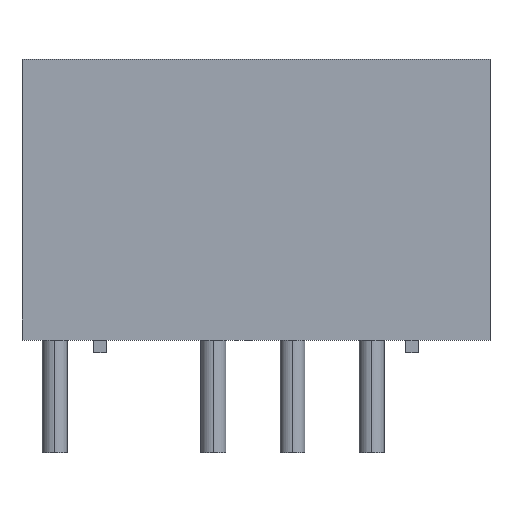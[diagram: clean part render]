
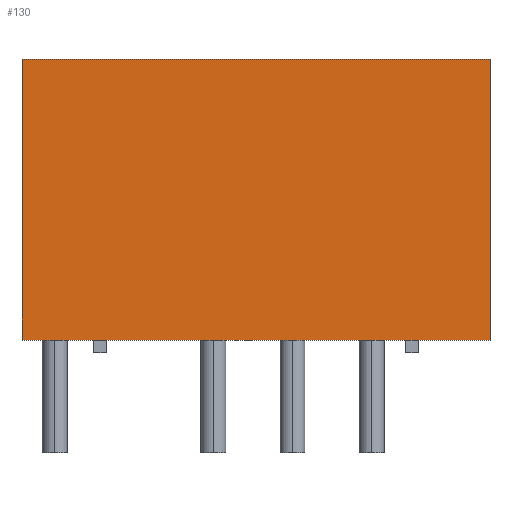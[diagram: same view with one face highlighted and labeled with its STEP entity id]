
A CAD part, top view. The second image highlights one B-rep face of the part: STEP entity #130.
In plain terms, the highlighted planar face has unit normal (0, 0, 1).
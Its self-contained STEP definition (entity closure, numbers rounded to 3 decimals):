
#15 = EDGE_CURVE ( 'NONE', #641, #965, #193, .T. ) ;
#30 = AXIS2_PLACEMENT_3D ( 'NONE', #981, #1088, #888 ) ;
#86 = EDGE_CURVE ( 'NONE', #998, #641, #340, .T. ) ;
#91 = VECTOR ( 'NONE', #1113, 1000. ) ;
#130 = ADVANCED_FACE ( 'NONE', ( #652 ), #482, .F. ) ;
#193 = LINE ( 'NONE', #1187, #904 ) ;
#283 = CARTESIAN_POINT ( 'NONE',  ( 7.5, 0., 3.75 ) ) ;
#297 = ORIENTED_EDGE ( 'NONE', *, *, #86, .F. ) ;
#328 = CARTESIAN_POINT ( 'NONE',  ( 7.5, 9., 3.75 ) ) ;
#340 = LINE ( 'NONE', #784, #964 ) ;
#482 = PLANE ( 'NONE',  #30 ) ;
#527 = LINE ( 'NONE', #283, #646 ) ;
#567 = ORIENTED_EDGE ( 'NONE', *, *, #1029, .T. ) ;
#626 = CARTESIAN_POINT ( 'NONE',  ( -7.5, 0., 3.75 ) ) ;
#641 = VERTEX_POINT ( 'NONE', #328 ) ;
#646 = VECTOR ( 'NONE', #776, 1000. ) ;
#652 = FACE_OUTER_BOUND ( 'NONE', #1242, .T. ) ;
#682 = LINE ( 'NONE', #703, #91 ) ;
#691 = CARTESIAN_POINT ( 'NONE',  ( 7.5, 0., 3.75 ) ) ;
#703 = CARTESIAN_POINT ( 'NONE',  ( -7.5, 9., 3.75 ) ) ;
#750 = ORIENTED_EDGE ( 'NONE', *, *, #873, .T. ) ;
#776 = DIRECTION ( 'NONE',  ( 1., 0., 0. ) ) ;
#784 = CARTESIAN_POINT ( 'NONE',  ( 7.5, 9., 3.75 ) ) ;
#791 = DIRECTION ( 'NONE',  ( 1., 0., 0. ) ) ;
#809 = ORIENTED_EDGE ( 'NONE', *, *, #15, .F. ) ;
#873 = EDGE_CURVE ( 'NONE', #1090, #965, #527, .T. ) ;
#888 = DIRECTION ( 'NONE',  ( -1., 0., 0. ) ) ;
#904 = VECTOR ( 'NONE', #1075, 1000. ) ;
#964 = VECTOR ( 'NONE', #791, 1000. ) ;
#965 = VERTEX_POINT ( 'NONE', #691 ) ;
#981 = CARTESIAN_POINT ( 'NONE',  ( 7.5, 9., 3.75 ) ) ;
#998 = VERTEX_POINT ( 'NONE', #1304 ) ;
#1029 = EDGE_CURVE ( 'NONE', #998, #1090, #682, .T. ) ;
#1075 = DIRECTION ( 'NONE',  ( 0., -1., 0. ) ) ;
#1088 = DIRECTION ( 'NONE',  ( 0., 0., -1. ) ) ;
#1090 = VERTEX_POINT ( 'NONE', #626 ) ;
#1113 = DIRECTION ( 'NONE',  ( 0., -1., 0. ) ) ;
#1187 = CARTESIAN_POINT ( 'NONE',  ( 7.5, 9., 3.75 ) ) ;
#1242 = EDGE_LOOP ( 'NONE', ( #750, #809, #297, #567 ) ) ;
#1304 = CARTESIAN_POINT ( 'NONE',  ( -7.5, 9., 3.75 ) ) ;
